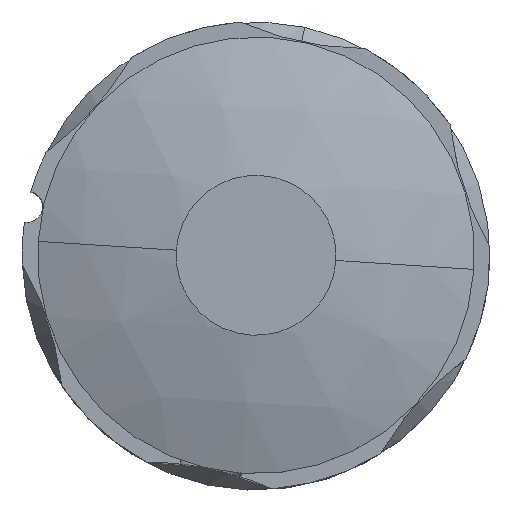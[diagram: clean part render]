
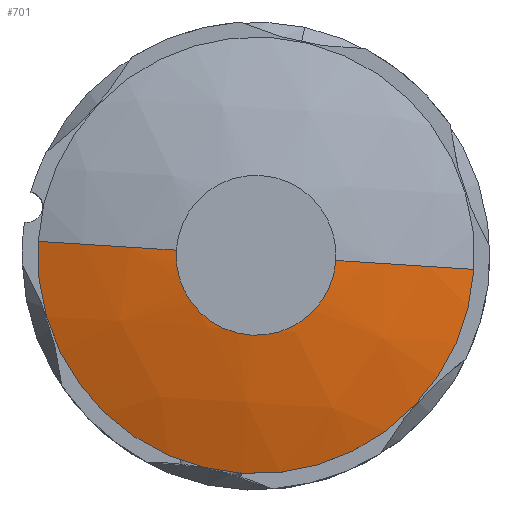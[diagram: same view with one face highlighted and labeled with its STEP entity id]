
A CAD part, top view. The second image highlights one B-rep face of the part: STEP entity #701.
In plain terms, the highlighted spherical face has radius 20 mm.
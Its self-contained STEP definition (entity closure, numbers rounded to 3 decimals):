
#233 = DIRECTION ( 'NONE',  ( 0., 0., 1. ) ) ;
#436 = DIRECTION ( 'NONE',  ( 0., -1., 0. ) ) ;
#568 = DIRECTION ( 'NONE',  ( -1., 0., 0. ) ) ;
#701 = ADVANCED_FACE ( 'NONE', ( #13458 ), #9259, .T. ) ;
#1198 = ORIENTED_EDGE ( 'NONE', *, *, #15173, .T. ) ;
#1542 = CARTESIAN_POINT ( 'NONE',  ( 0., 0., 0. ) ) ;
#1918 = DIRECTION ( 'NONE',  ( 0., 0., -1. ) ) ;
#2669 = DIRECTION ( 'NONE',  ( -1., 0., 0. ) ) ;
#3160 = CIRCLE ( 'NONE', #13807, 20. ) ;
#3442 = CARTESIAN_POINT ( 'NONE',  ( 0., 18.735, 0. ) ) ;
#3706 = VERTEX_POINT ( 'NONE', #12990 ) ;
#3971 = DIRECTION ( 'NONE',  ( 0., -1., 0. ) ) ;
#4841 = DIRECTION ( 'NONE',  ( 0., 0., -1. ) ) ;
#5018 = EDGE_CURVE ( 'NONE', #9154, #9731, #16699, .T. ) ;
#5198 = DIRECTION ( 'NONE',  ( 0., 0., -1. ) ) ;
#5262 = VERTEX_POINT ( 'NONE', #10135 ) ;
#6026 = CIRCLE ( 'NONE', #6906, 2.564 ) ;
#6248 = ORIENTED_EDGE ( 'NONE', *, *, #5018, .F. ) ;
#6256 = DIRECTION ( 'NONE',  ( 0., 0., -1. ) ) ;
#6357 = AXIS2_PLACEMENT_3D ( 'NONE', #14667, #1918, #568 ) ;
#6533 = EDGE_LOOP ( 'NONE', ( #16379, #1198, #9490, #7524, #6248 ) ) ;
#6906 = AXIS2_PLACEMENT_3D ( 'NONE', #10322, #13962, #6256 ) ;
#7524 = ORIENTED_EDGE ( 'NONE', *, *, #9177, .F. ) ;
#8158 = CARTESIAN_POINT ( 'NONE',  ( 0., 18.735, 0. ) ) ;
#8326 = EDGE_CURVE ( 'NONE', #5262, #11414, #3160, .T. ) ;
#9095 = AXIS2_PLACEMENT_3D ( 'NONE', #10221, #5198, #2669 ) ;
#9154 = VERTEX_POINT ( 'NONE', #10884 ) ;
#9177 = EDGE_CURVE ( 'NONE', #9731, #11414, #13989, .T. ) ;
#9259 = SPHERICAL_SURFACE ( 'NONE', #9095, 20. ) ;
#9451 = DIRECTION ( 'NONE',  ( 0., 0., -1. ) ) ;
#9490 = ORIENTED_EDGE ( 'NONE', *, *, #8326, .T. ) ;
#9731 = VERTEX_POINT ( 'NONE', #11022 ) ;
#10135 = CARTESIAN_POINT ( 'NONE',  ( -2.564, 19.835, 0. ) ) ;
#10221 = CARTESIAN_POINT ( 'NONE',  ( 0., 0., 0. ) ) ;
#10322 = CARTESIAN_POINT ( 'NONE',  ( 0., 19.835, 0. ) ) ;
#10695 = AXIS2_PLACEMENT_3D ( 'NONE', #3442, #15004, #4841 ) ;
#10884 = CARTESIAN_POINT ( 'NONE',  ( 7., 18.735, 0. ) ) ;
#11022 = CARTESIAN_POINT ( 'NONE',  ( 0., 18.735, 7. ) ) ;
#11034 = CARTESIAN_POINT ( 'NONE',  ( -7., 18.735, 0. ) ) ;
#11414 = VERTEX_POINT ( 'NONE', #11034 ) ;
#12633 = CIRCLE ( 'NONE', #6357, 20. ) ;
#12990 = CARTESIAN_POINT ( 'NONE',  ( 2.564, 19.835, 0. ) ) ;
#13323 = AXIS2_PLACEMENT_3D ( 'NONE', #8158, #436, #9451 ) ;
#13458 = FACE_OUTER_BOUND ( 'NONE', #6533, .T. ) ;
#13807 = AXIS2_PLACEMENT_3D ( 'NONE', #1542, #233, #3971 ) ;
#13962 = DIRECTION ( 'NONE',  ( 0., -1., 0. ) ) ;
#13989 = CIRCLE ( 'NONE', #10695, 7. ) ;
#14667 = CARTESIAN_POINT ( 'NONE',  ( 0., 0., 0. ) ) ;
#15004 = DIRECTION ( 'NONE',  ( 0., -1., 0. ) ) ;
#15173 = EDGE_CURVE ( 'NONE', #3706, #5262, #6026, .T. ) ;
#15402 = EDGE_CURVE ( 'NONE', #3706, #9154, #12633, .T. ) ;
#16379 = ORIENTED_EDGE ( 'NONE', *, *, #15402, .F. ) ;
#16699 = CIRCLE ( 'NONE', #13323, 7. ) ;
